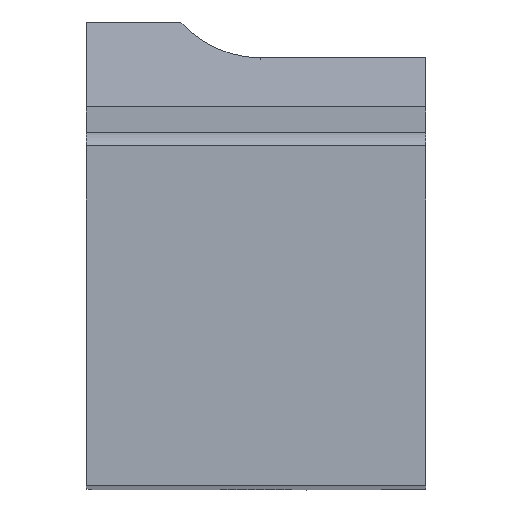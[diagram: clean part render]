
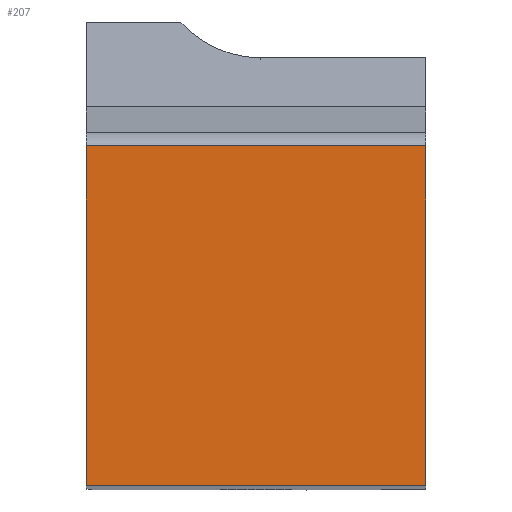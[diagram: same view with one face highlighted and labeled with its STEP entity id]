
A CAD part, top view. The second image highlights one B-rep face of the part: STEP entity #207.
In plain terms, the highlighted planar face has unit normal (0, 0, 1).
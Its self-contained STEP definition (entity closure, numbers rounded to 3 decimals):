
#207=ADVANCED_FACE('',(#332),#270,.T.);
#270=PLANE('',#1928);
#332=FACE_OUTER_BOUND('',#425,.T.);
#425=EDGE_LOOP('',(#876,#877,#878,#879));
#876=ORIENTED_EDGE('',*,*,#1408,.F.);
#877=ORIENTED_EDGE('',*,*,#1409,.T.);
#878=ORIENTED_EDGE('',*,*,#1373,.F.);
#879=ORIENTED_EDGE('',*,*,#1236,.T.);
#1065=VERTEX_POINT('',#2534);
#1066=VERTEX_POINT('',#2536);
#1164=VERTEX_POINT('',#3016);
#1180=VERTEX_POINT('',#3099);
#1236=EDGE_CURVE('',#1066,#1065,#1493,.T.);
#1373=EDGE_CURVE('',#1066,#1164,#1565,.T.);
#1408=EDGE_CURVE('',#1180,#1065,#1591,.T.);
#1409=EDGE_CURVE('',#1180,#1164,#1592,.T.);
#1493=LINE('',#2535,#1622);
#1565=LINE('',#3015,#1694);
#1591=LINE('',#3100,#1720);
#1592=LINE('',#3102,#1721);
#1622=VECTOR('',#2028,1.);
#1694=VECTOR('',#2260,1.);
#1720=VECTOR('',#2336,1.);
#1721=VECTOR('',#2339,1.);
#1928=AXIS2_PLACEMENT_3D('',#3103,#2340,#2341);
#2028=DIRECTION('',(0.,1.,0.));
#2260=DIRECTION('',(-1.,0.,0.));
#2336=DIRECTION('',(1.,0.,0.));
#2339=DIRECTION('',(0.,-1.,0.));
#2340=DIRECTION('',(0.,0.,1.));
#2341=DIRECTION('',(-1.,0.,0.));
#2534=CARTESIAN_POINT('',(0.,16.,0.));
#2535=CARTESIAN_POINT('',(0.,0.,0.));
#2536=CARTESIAN_POINT('',(0.,0.,0.));
#3015=CARTESIAN_POINT('',(0.,0.,0.));
#3016=CARTESIAN_POINT('',(-16.,0.,0.));
#3099=CARTESIAN_POINT('',(-16.,16.,0.));
#3100=CARTESIAN_POINT('',(-16.,16.,0.));
#3102=CARTESIAN_POINT('',(-16.,16.,0.));
#3103=CARTESIAN_POINT('',(-8.,8.,0.));
